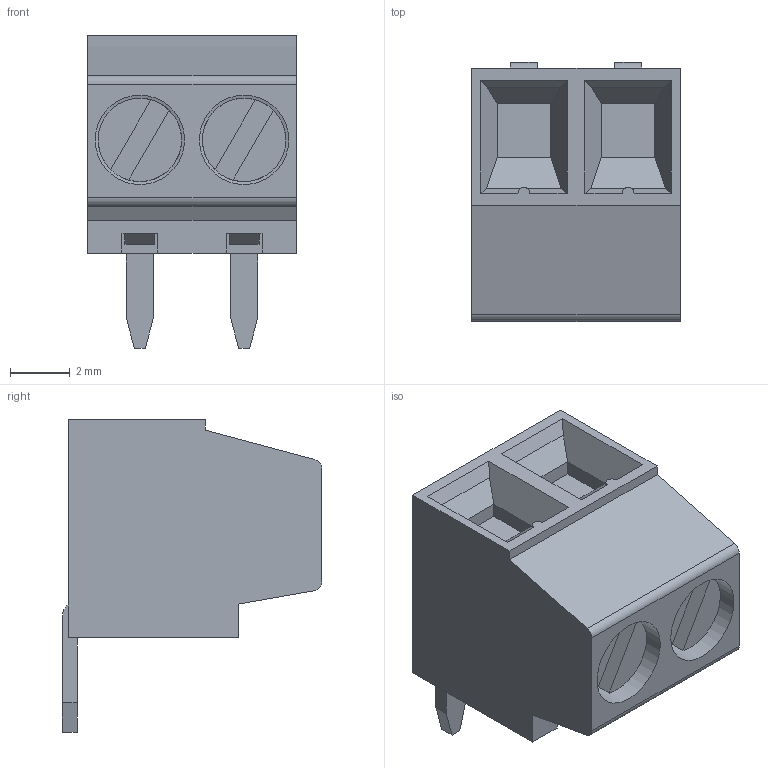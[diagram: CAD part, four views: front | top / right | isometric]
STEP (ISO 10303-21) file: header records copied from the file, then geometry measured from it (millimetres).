
FILE_DESCRIPTION(('STEP AP214'),'1');
FILE_NAME('MV132-3,5-H-L.stp','2021-03-15T15:24:29',(' '),(' '),'Spatial InterOp 3D',' ',' ');
FILE_SCHEMA(('automotive_design'));
Length unit declared in the file: metre
Products named in the file (1): 1
Bounding box: 7 x 8.7 x 10.5 mm (x, y, z)
Volume: 347.8 mm3; surface area: 445.2 mm2
Topology: 1 solids, 1 shells, 126 faces, 333 edges, 220 vertices
Faces by surface type: plane 103, cylinder 18, torus 2, cone 2, extrusion 1
Full cylindrical faces by diameter (mm): 2 x2, 2.1 x2, 2.8 x2, 3 x2
Entity records: 4814 total; most frequent: CARTESIAN_POINT 720, ORIENTED_EDGE 630, DIRECTION 606, EDGE_CURVE 315, VECTOR 266, LINE 265, VERTEX_POINT 214, AXIS2_PLACEMENT_3D 170
